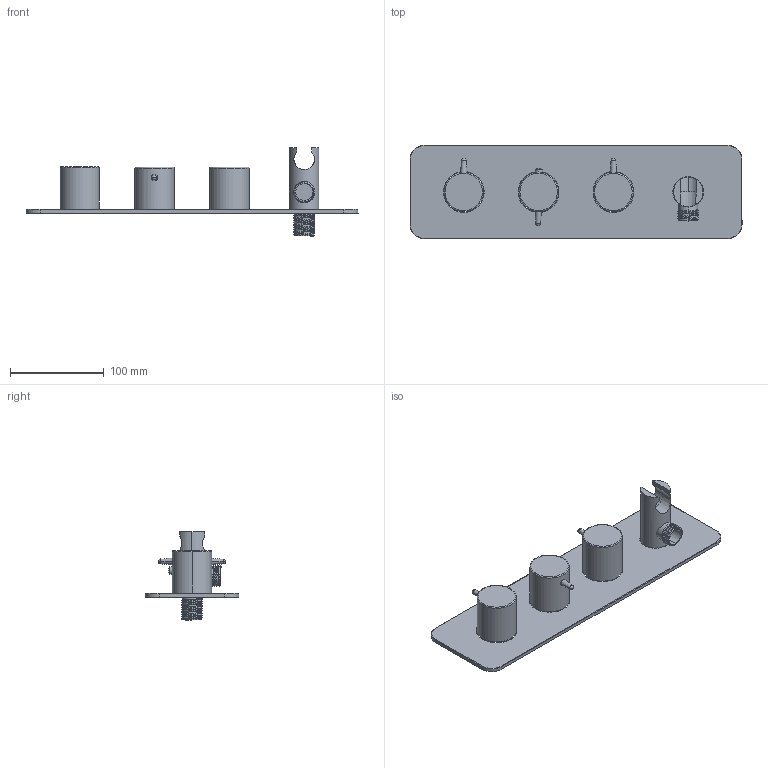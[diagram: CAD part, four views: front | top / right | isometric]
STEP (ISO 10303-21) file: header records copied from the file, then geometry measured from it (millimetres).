
FILE_DESCRIPTION (( 'STEP AP203' ), '1' );
FILE_NAME ('KED021L.H_V10623.STEP', '2023-06-16T10:17:31', ( '' ), ( '' ), 'SwSTEP 2.0', 'SolidWorks 2019', '' );
FILE_SCHEMA (( 'CONFIG_CONTROL_DESIGN' ));
Length unit declared in the file: millimetre
Products named in the file (5): CO234_Elbow_v10718; Handles_thermo; Handles; KED021L.H_V10623; Finish Plate_v10523_KED021.H - 15mm Radius
Assembly tree (5 placements, depth 2):
  KED021L.H_V10623
    Finish Plate_v10523_KED021.H - 15mm Radius
    Handles_thermo
    Handles  x2
    CO234_Elbow_v10718
Bounding box: 355 x 100 x 94.87 mm (x, y, z)
Volume: 350795.3 mm3; surface area: 107824.1 mm2
Topology: 5 solids, 5 shells, 136 faces, 334 edges, 211 vertices
Faces by surface type: cylinder 67, plane 29, torus 20, sphere 7, cone 7, bspline 6
Entity records: 7065 total; most frequent: CARTESIAN_POINT 3738, ORIENTED_EDGE 602, DIRECTION 582, EDGE_CURVE 301, AXIS2_PLACEMENT_3D 240, VERTEX_POINT 192, EDGE_LOOP 143, FACE_OUTER_BOUND 126
